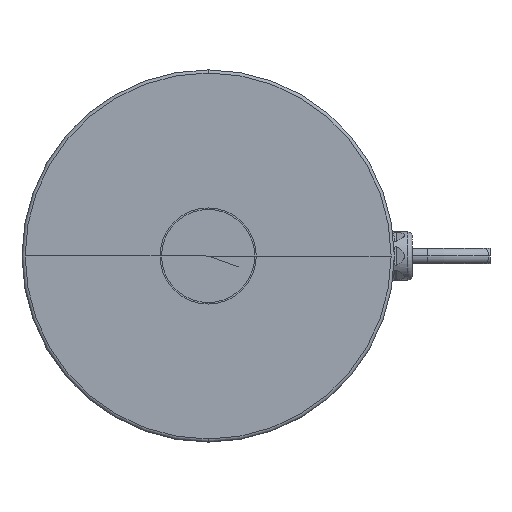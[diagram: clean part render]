
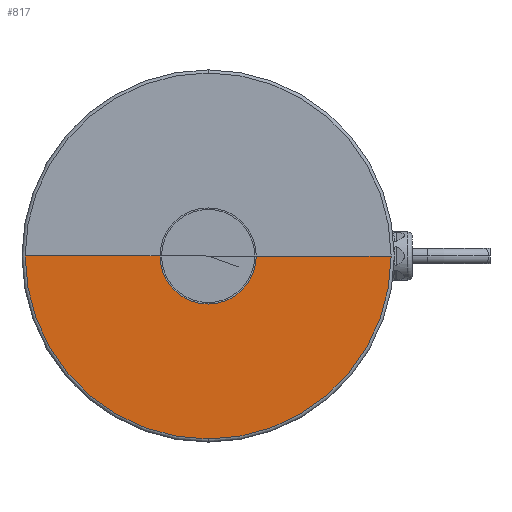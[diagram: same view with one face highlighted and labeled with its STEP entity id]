
A CAD part, front view. The second image highlights one B-rep face of the part: STEP entity #817.
In plain terms, the highlighted conical face has half-angle 89.999 degrees and reference radius 37.242 mm.
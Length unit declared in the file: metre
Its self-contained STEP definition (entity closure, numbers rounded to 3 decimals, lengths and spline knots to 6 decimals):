
#817=ADVANCED_FACE('26:590',(#1560),#1561,.F.);
#1560=FACE_OUTER_BOUND('',#2720,.T.);
#1561=CONICAL_SURFACE('',#2721,0.037242,1.571);
#2720=EDGE_LOOP('',(#7821,#7822,#7823,#7824,#7825));
#2721=AXIS2_PLACEMENT_3D('',#7826,#7827,#7828);
#7821=ORIENTED_EDGE('',*,*,#10464,.F.);
#7822=ORIENTED_EDGE('',*,*,#10465,.F.);
#7823=ORIENTED_EDGE('',*,*,#10461,.F.);
#7824=ORIENTED_EDGE('',*,*,#10466,.F.);
#7825=ORIENTED_EDGE('',*,*,#10467,.T.);
#7826=CARTESIAN_POINT('',(0.0,0.004,0.0));
#7827=DIRECTION('',(-0.0,-1.0,0.0));
#7828=DIRECTION('',(-1.0,0.0,0.0));
#10461=EDGE_CURVE('26:1711',#13531,#13533,#13534,.T.);
#10464=EDGE_CURVE('',#13537,#13538,#13539,.T.);
#10465=EDGE_CURVE('26:1711',#13533,#13537,#13540,.T.);
#10466=EDGE_CURVE('',#13541,#13531,#13542,.T.);
#10467=EDGE_CURVE('26:1708',#13541,#13538,#13543,.T.);
#13531=VERTEX_POINT('',#15575);
#13533=VERTEX_POINT('',#15577);
#13534=CIRCLE('',#15578,0.058984);
#13537=VERTEX_POINT('',#15581);
#13538=VERTEX_POINT('',#15582);
#13539=LINE('',#15583,#15584);
#13540=CIRCLE('',#15585,0.058984);
#13541=VERTEX_POINT('',#15586);
#13542=LINE('',#15587,#15588);
#13543=CIRCLE('',#15589,0.015499);
#15575=CARTESIAN_POINT('',(0.058984,0.004,0.));
#15577=CARTESIAN_POINT('',(0.,0.004,-0.058984));
#15578=AXIS2_PLACEMENT_3D('',#35671,#35672,#35673);
#15581=CARTESIAN_POINT('',(-0.058984,0.004,0.));
#15582=CARTESIAN_POINT('',(-0.015499,0.004001,0.));
#15583=CARTESIAN_POINT('',(-0.037242,0.004,0.));
#15584=VECTOR('',#35680,1.0);
#15585=AXIS2_PLACEMENT_3D('',#35681,#35682,#35683);
#15586=CARTESIAN_POINT('',(0.015499,0.004001,0.));
#15587=CARTESIAN_POINT('',(0.037242,0.004,0.));
#15588=VECTOR('',#35684,1.0);
#15589=AXIS2_PLACEMENT_3D('',#35685,#35686,#35687);
#35671=CARTESIAN_POINT('',(0.0,0.004,0.0));
#35672=DIRECTION('',(-0.0,1.0,0.0));
#35673=DIRECTION('',(1.0,0.0,0.0));
#35680=DIRECTION('',(1.,0.,0.));
#35681=CARTESIAN_POINT('',(0.0,0.004,0.0));
#35682=DIRECTION('',(-0.0,1.0,0.0));
#35683=DIRECTION('',(1.0,0.0,0.0));
#35684=DIRECTION('',(1.,0.,0.));
#35685=CARTESIAN_POINT('',(0.0,0.004001,0.0));
#35686=DIRECTION('',(-0.0,1.0,0.0));
#35687=DIRECTION('',(1.0,0.0,0.0));
